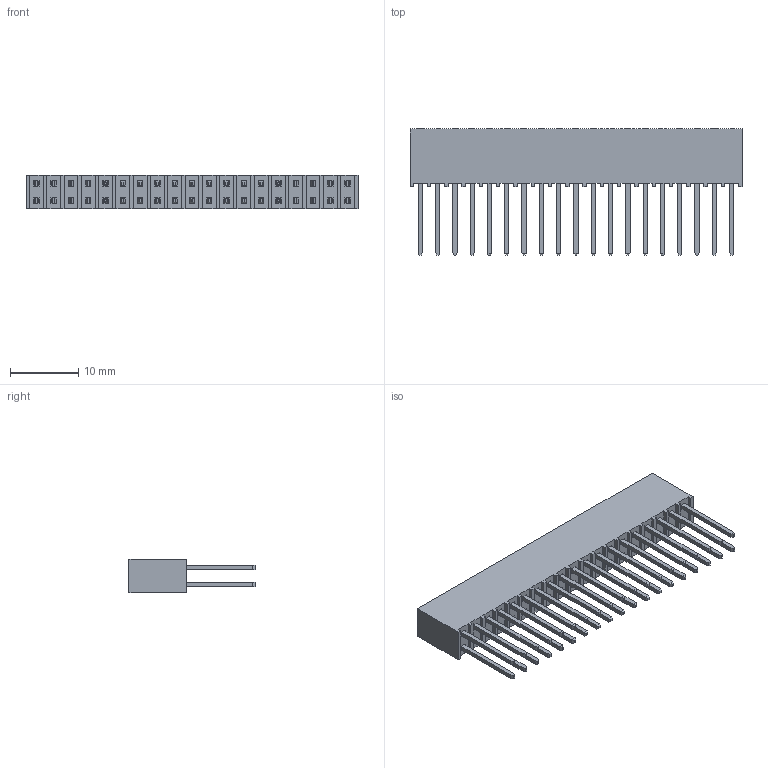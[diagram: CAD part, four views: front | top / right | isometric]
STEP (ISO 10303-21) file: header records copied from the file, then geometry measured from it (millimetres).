
FILE_DESCRIPTION(/* description */ ('STEP AP214'),/* implementation_level */ '2;1');
FILE_NAME(/* name */ 'SSQ-119-03-L-D',/* time_stamp */ '2023-07-28T14:03:47+02:00',/* author */ ('License CC BY-ND 4.0'),/* organization */ ('CADENAS'),/* preprocessor_version */ 'ST-DEVELOPER v19.3',/* originating_system */ 'PARTsolutions',/* authorisation */ ' ');
FILE_SCHEMA (('AUTOMOTIVE_DESIGN {1 0 10303 214 3 1 1}'));
Length unit declared in the file: inch
Products named in the file (3): SSQ-119-03-L-D; P2SSQ-119-03-L-D; T1SSQ-119-03-L-D
Assembly tree (2 placements, depth 2):
  SSQ-119-03-L-D
    P2SSQ-119-03-L-D
    T1SSQ-119-03-L-D
Bounding box: 48.77 x 18.52 x 4.95 mm (x, y, z)
Volume: 1957.4 mm3; surface area: 3767.3 mm2
Topology: 2 solids, 2 shells, 558 faces, 1548 edges, 1032 vertices
Faces by surface type: plane 558
Entity records: 17682 total; most frequent: CARTESIAN_POINT 3141, ORIENTED_EDGE 3096, DIRECTION 2670, EDGE_CURVE 1548, LINE 1548, VECTOR 1548, VERTEX_POINT 1032, EDGE_LOOP 672
